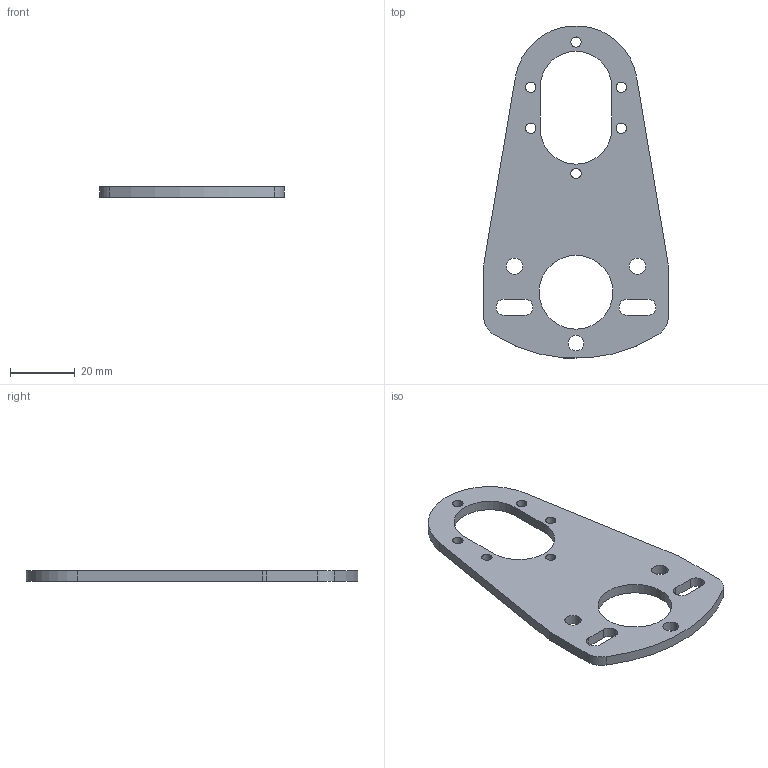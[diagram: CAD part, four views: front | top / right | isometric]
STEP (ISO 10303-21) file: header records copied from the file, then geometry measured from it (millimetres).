
FILE_DESCRIPTION (( 'STEP AP203' ), '1' );
FILE_NAME ('am-5018_1 RoBits Drop Gearbox Single Mount.STEP', '2023-03-23T13:56:12', ( '' ), ( '' ), 'SwSTEP 2.0', 'SolidWorks 2022', '' );
FILE_SCHEMA (( 'CONFIG_CONTROL_DESIGN' ));
Length unit declared in the file: inch
Products named in the file (1): am-5018_1 RoBits Drop Gearbox Single Mount
Bounding box: 57.15 x 102.85 x 3.17 mm (x, y, z)
Volume: 10774.9 mm3; surface area: 8700.1 mm2
Topology: 1 solids, 1 shells, 46 faces, 132 edges, 88 vertices
Faces by surface type: cylinder 34, plane 12
Entity records: 1675 total; most frequent: DIRECTION 294, CARTESIAN_POINT 267, ORIENTED_EDGE 264, EDGE_CURVE 132, AXIS2_PLACEMENT_3D 115, VERTEX_POINT 88, EDGE_LOOP 72, CIRCLE 68
